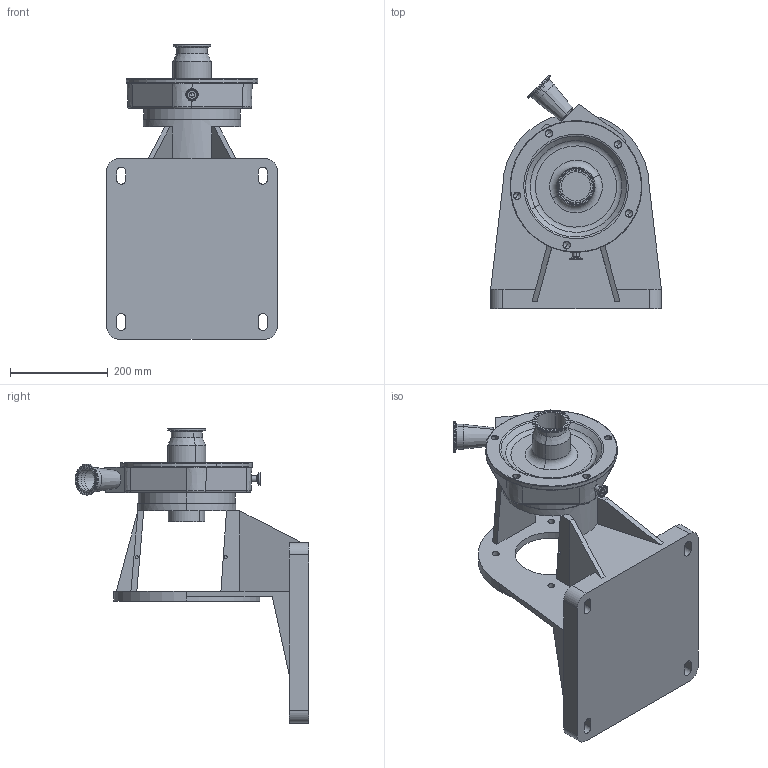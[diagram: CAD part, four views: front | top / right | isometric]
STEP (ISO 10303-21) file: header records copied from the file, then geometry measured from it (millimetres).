
FILE_DESCRIPTION (( 'STEP AP214' ), '1' );
FILE_NAME ('FP 1742-1732 280TSC 45L 1-2 In STR DRAIN.STEP', '2023-05-05T16:44:15', ( '' ), ( '' ), 'SwSTEP 2.0', 'SolidWorks 2023', '' );
FILE_SCHEMA (( 'AUTOMOTIVE_DESIGN' ));
Length unit declared in the file: millimetre
Products named in the file (1): FP 1742-1732 280TSC 45L 1-2 In STR DRAIN
Bounding box: 350 x 478.36 x 603 mm (x, y, z)
Volume: 12659843.3 mm3; surface area: 1002286.3 mm2
Topology: 1 solids, 5 shells, 358 faces, 797 edges, 476 vertices
Faces by surface type: cylinder 121, plane 105, cone 73, torus 57, bspline 1, sphere 1
Entity records: 10019 total; most frequent: DIRECTION 1929, CARTESIAN_POINT 1763, ORIENTED_EDGE 1574, AXIS2_PLACEMENT_3D 800, EDGE_CURVE 787, VERTEX_POINT 476, CIRCLE 442, EDGE_LOOP 415
